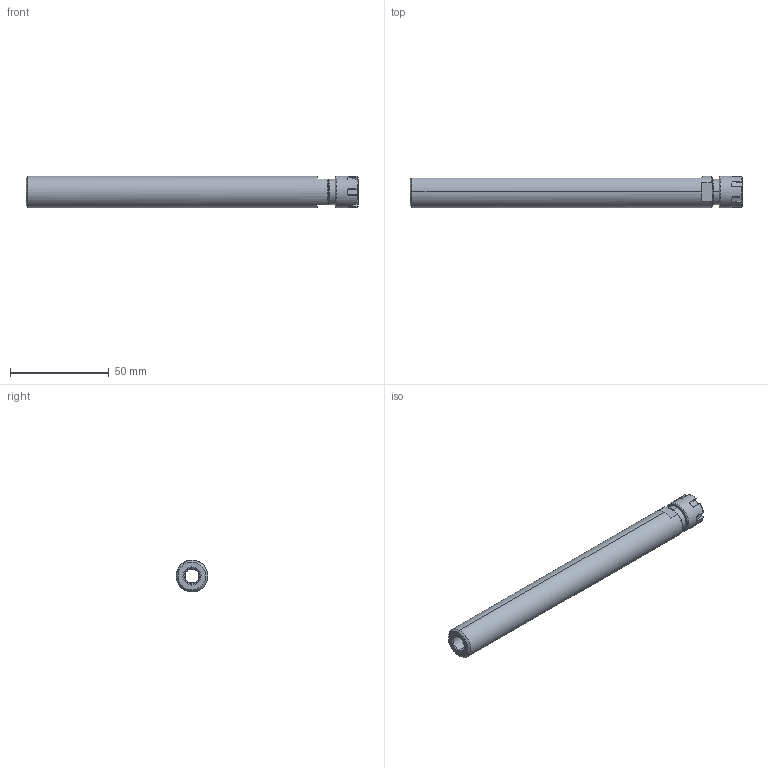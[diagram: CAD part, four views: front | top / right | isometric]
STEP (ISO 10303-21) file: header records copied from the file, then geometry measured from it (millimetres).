
FILE_DESCRIPTION (( 'STEP AP203' ), '1' );
FILE_NAME ('120.02.07.STEP', '2016-11-28T09:50:54', ( '' ), ( '' ), 'SwSTEP 2.0', 'SolidWorks 2012', '' );
FILE_SCHEMA (( 'CONFIG_CONTROL_DESIGN' ));
Length unit declared in the file: millimetre
Products named in the file (3): 120.02.07; 2-01.300.0110120D4_ER11螺帽(M型)
Assembly tree (2 placements, depth 2):
  120.02.07
    120.02.07
    2-01.300.0110120D4_ER11螺帽(M型)
Bounding box: 167.9 x 16 x 16 mm (x, y, z)
Volume: 24850.5 mm3; surface area: 14270.7 mm2
Topology: 2 solids, 2 shells, 286 faces, 780 edges, 496 vertices
Faces by surface type: cylinder 144, plane 64, torus 36, bspline 28, cone 14
Entity records: 20074 total; most frequent: CARTESIAN_POINT 13545, ORIENTED_EDGE 1556, DIRECTION 1057, EDGE_CURVE 778, VERTEX_POINT 496, AXIS2_PLACEMENT_3D 389, EDGE_LOOP 290, ADVANCED_FACE 286
